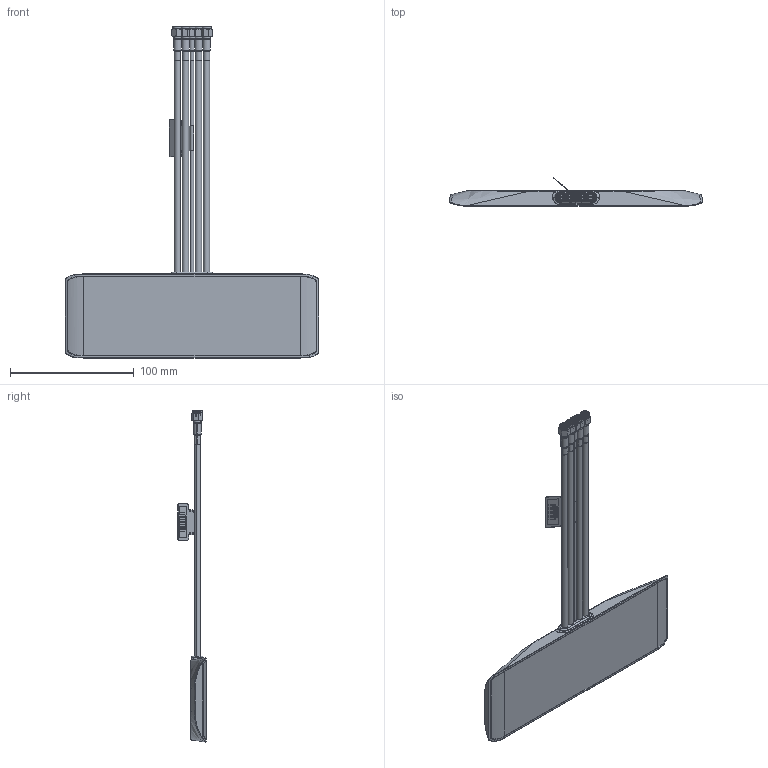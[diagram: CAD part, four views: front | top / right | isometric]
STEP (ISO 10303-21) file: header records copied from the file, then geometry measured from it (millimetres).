
FILE_DESCRIPTION (( 'STEP AP214' ), '1' );
FILE_NAME ('MA275.LBICG.002_web.STEP', '2022-03-21T10:24:11', ( '' ), ( '' ), 'SwSTEP 2.0', 'SolidWorks 2018', '' );
FILE_SCHEMA (( 'AUTOMOTIVE_DESIGN' ));
Length unit declared in the file: millimetre
Products named in the file (1): MA275.LBICG.002_web
Bounding box: 205.08 x 22.81 x 268.7 mm (x, y, z)
Surface area: 56245.7 mm2 (no closed solid volume)
Topology: 0 solids, 69 shells, 505 faces, 2264 edges, 1803 vertices
Faces by surface type: plane 174, cylinder 158, bspline 82, torus 49, cone 42
Entity records: 45594 total; most frequent: CARTESIAN_POINT 23735, ORIENTED_EDGE 3167, DIRECTION 2814, EDGE_CURVE 2264, VERTEX_POINT 1803, VECTOR 1120, LINE 1120, AXIS2_PLACEMENT_3D 847
